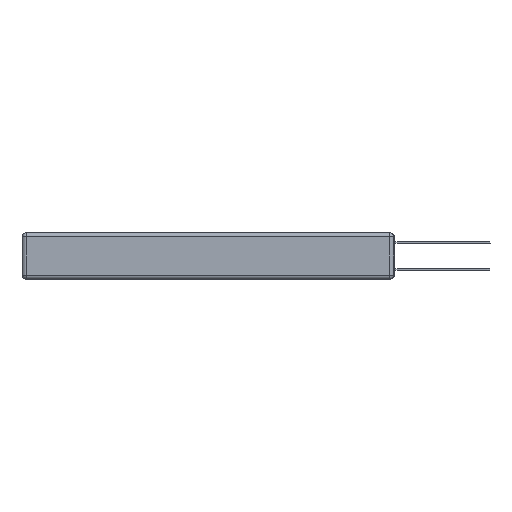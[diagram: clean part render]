
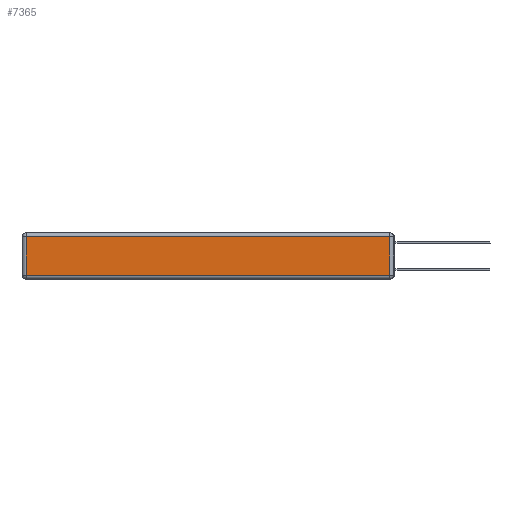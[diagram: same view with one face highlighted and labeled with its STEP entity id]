
A CAD part, left-side view. The second image highlights one B-rep face of the part: STEP entity #7365.
In plain terms, the highlighted planar face has unit normal (-1, 0, 0).
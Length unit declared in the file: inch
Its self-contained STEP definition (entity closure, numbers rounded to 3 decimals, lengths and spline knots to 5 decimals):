
#636 = CARTESIAN_POINT ( 'NONE',  ( 0., 2.72, -0.313 ) ) ;
#1333 = AXIS2_PLACEMENT_3D ( 'NONE', #2563, #5471, #14165 ) ;
#2563 = CARTESIAN_POINT ( 'NONE',  ( 0., 0., -0.343 ) ) ;
#2719 = VERTEX_POINT ( 'NONE', #8231 ) ;
#2934 = VERTEX_POINT ( 'NONE', #14857 ) ;
#2980 = VERTEX_POINT ( 'NONE', #16045 ) ;
#3480 = ORIENTED_EDGE ( 'NONE', *, *, #10286, .T. ) ;
#4094 = EDGE_CURVE ( 'NONE', #2934, #16370, #14507, .T. ) ;
#5471 = DIRECTION ( 'NONE',  ( -1., 0., 0. ) ) ;
#6627 = VECTOR ( 'NONE', #6718, 39.37008 ) ;
#6718 = DIRECTION ( 'NONE',  ( 0., 0., -1. ) ) ;
#6762 = EDGE_CURVE ( 'NONE', #2719, #2980, #8725, .T. ) ;
#7365 = ADVANCED_FACE ( 'NONE', ( #13639 ), #18182, .T. ) ;
#7634 = CARTESIAN_POINT ( 'NONE',  ( 0., 0., -0.313 ) ) ;
#8144 = CARTESIAN_POINT ( 'NONE',  ( 0., 2.75, -0.03 ) ) ;
#8199 = ORIENTED_EDGE ( 'NONE', *, *, #6762, .T. ) ;
#8231 = CARTESIAN_POINT ( 'NONE',  ( 0., 0.03, -0.313 ) ) ;
#8667 = DIRECTION ( 'NONE',  ( 0., 0., 1. ) ) ;
#8681 = ORIENTED_EDGE ( 'NONE', *, *, #16096, .T. ) ;
#8725 = LINE ( 'NONE', #10225, #14786 ) ;
#9067 = DIRECTION ( 'NONE',  ( 0., -1., 0. ) ) ;
#9389 = DIRECTION ( 'NONE',  ( 0., 1., 0. ) ) ;
#10225 = CARTESIAN_POINT ( 'NONE',  ( 0., 0.03, -0.343 ) ) ;
#10286 = EDGE_CURVE ( 'NONE', #2980, #2934, #12183, .T. ) ;
#10390 = VECTOR ( 'NONE', #9389, 39.37008 ) ;
#12183 = LINE ( 'NONE', #8144, #10390 ) ;
#12384 = EDGE_LOOP ( 'NONE', ( #8681, #8199, #3480, #16508 ) ) ;
#13284 = VECTOR ( 'NONE', #9067, 39.37008 ) ;
#13639 = FACE_OUTER_BOUND ( 'NONE', #12384, .T. ) ;
#13879 = CARTESIAN_POINT ( 'NONE',  ( 0., 2.72, -0.343 ) ) ;
#14165 = DIRECTION ( 'NONE',  ( 0., 0., 1. ) ) ;
#14507 = LINE ( 'NONE', #13879, #6627 ) ;
#14786 = VECTOR ( 'NONE', #8667, 39.37008 ) ;
#14857 = CARTESIAN_POINT ( 'NONE',  ( 0., 2.72, -0.03 ) ) ;
#15341 = LINE ( 'NONE', #7634, #13284 ) ;
#16045 = CARTESIAN_POINT ( 'NONE',  ( 0., 0.03, -0.03 ) ) ;
#16096 = EDGE_CURVE ( 'NONE', #16370, #2719, #15341, .T. ) ;
#16370 = VERTEX_POINT ( 'NONE', #636 ) ;
#16508 = ORIENTED_EDGE ( 'NONE', *, *, #4094, .T. ) ;
#18182 = PLANE ( 'NONE',  #1333 ) ;
